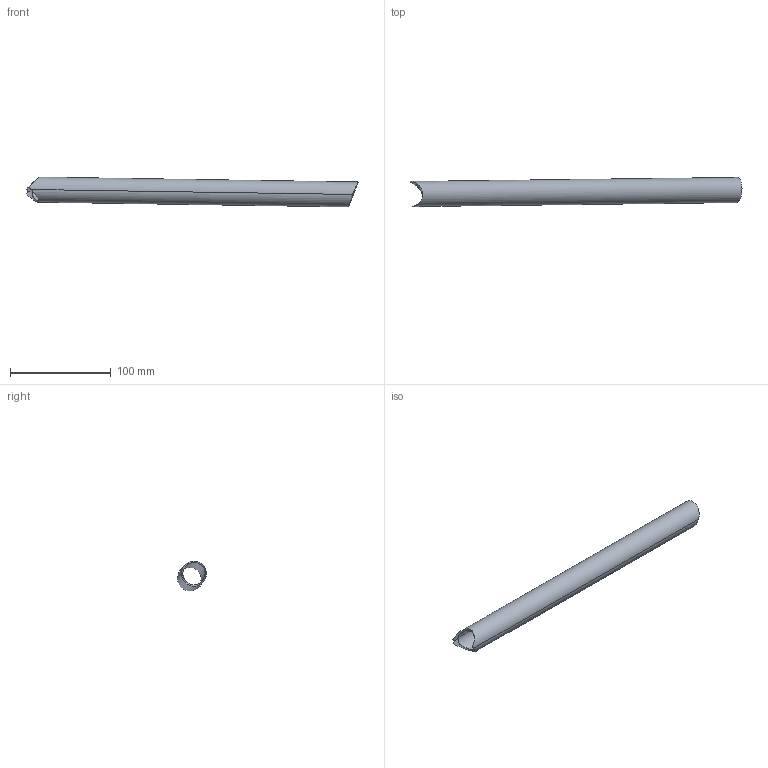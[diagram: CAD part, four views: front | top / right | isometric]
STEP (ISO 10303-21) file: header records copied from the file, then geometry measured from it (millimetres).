
FILE_DESCRIPTION(('STEP AP214'),'1');
FILE_NAME('41.stp','2018-02-08T15:16:43',(' '),(' '),'Spatial InterOp 3D',' ',' ');
FILE_SCHEMA(('automotive_design'));
Length unit declared in the file: metre
Products named in the file (1): Corps1
Bounding box: 330.06 x 28.95 x 29.71 mm (x, y, z)
Volume: 35021.5 mm3; surface area: 47024.3 mm2
Topology: 1 solids, 1 shells, 9 faces, 30 edges, 22 vertices
Faces by surface type: cylinder 8, plane 1
Entity records: 636 total; most frequent: CARTESIAN_POINT 265, ORIENTED_EDGE 60, DIRECTION 58, EDGE_CURVE 30, AXIS2_PLACEMENT_3D 26, VERTEX_POINT 22, ELLIPSE 11, STYLED_ITEM 10
